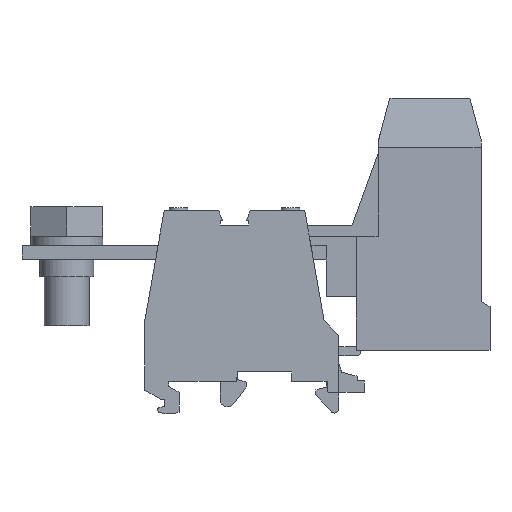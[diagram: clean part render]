
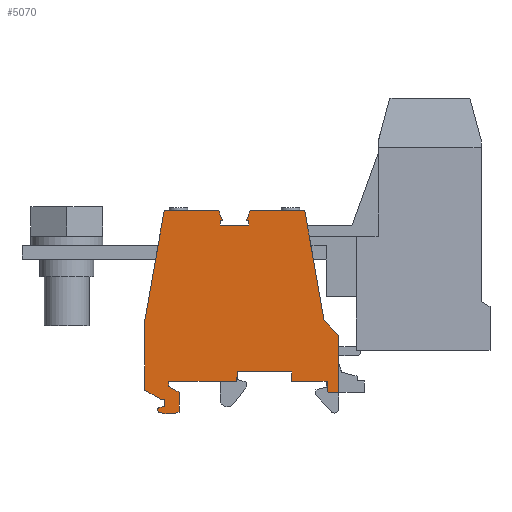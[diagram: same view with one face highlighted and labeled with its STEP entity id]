
A CAD part, left-side view. The second image highlights one B-rep face of the part: STEP entity #5070.
In plain terms, the highlighted face is planar.
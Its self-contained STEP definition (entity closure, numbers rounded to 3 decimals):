
#2580=CARTESIAN_POINT('',(29.7,42.103,
7.2));
#2590=DIRECTION('',(-1.,0.,0.));
#2600=DIRECTION('',(0.,-1.,0.));
#2610=AXIS2_PLACEMENT_3D('',#2580,#2590,#2600);
#2620=PLANE('',#2610);
#2630=CARTESIAN_POINT('',(29.7,80.003,
-379.968));
#2640=DIRECTION('',(0.,0.,-1.));
#2650=VECTOR('',#2640,1.);
#2660=LINE('',#2630,#2650);
#2670=CARTESIAN_POINT('',(29.7,80.003,
17.5));
#2680=VERTEX_POINT('',#2670);
#2690=CARTESIAN_POINT('',(29.7,80.003,
4.7));
#2700=VERTEX_POINT('',#2690);
#2710=EDGE_CURVE('',#2680,#2700,#2660,.T.);
#2720=ORIENTED_EDGE('',*,*,#2710,.F.);
#2730=CARTESIAN_POINT('',(29.7,-112.392,
4.7));
#2740=DIRECTION('',(0.,-1.,0.));
#2750=VECTOR('',#2740,1.);
#2760=LINE('',#2730,#2750);
#2770=CARTESIAN_POINT('',(29.7,77.576,
4.7));
#2780=VERTEX_POINT('',#2770);
#2790=EDGE_CURVE('',#2700,#2780,#2760,.T.);
#2800=ORIENTED_EDGE('',*,*,#2790,.F.);
#2810=CARTESIAN_POINT('',(29.7,111.23,
-379.968));
#2820=DIRECTION('',(0.,-0.087,
0.996));
#2830=VECTOR('',#2820,1.);
#2840=LINE('',#2810,#2830);
#2850=CARTESIAN_POINT('',(29.7,77.353,
7.25));
#2860=VERTEX_POINT('',#2850);
#2870=EDGE_CURVE('',#2780,#2860,#2840,.T.);
#2880=ORIENTED_EDGE('',*,*,#2870,.F.);
#2890=CARTESIAN_POINT('',(29.7,-112.392,
7.25));
#2900=DIRECTION('',(0.,-1.,0.));
#2910=VECTOR('',#2900,1.);
#2920=LINE('',#2890,#2910);
#2930=CARTESIAN_POINT('',(29.7,69.453,
7.25));
#2940=VERTEX_POINT('',#2930);
#2950=EDGE_CURVE('',#2860,#2940,#2920,.T.);
#2960=ORIENTED_EDGE('',*,*,#2950,.F.);
#2970=CARTESIAN_POINT('',(29.7,69.453,
-379.968));
#2980=DIRECTION('',(0.,0.,1.));
#2990=VECTOR('',#2980,1.);
#3000=LINE('',#2970,#2990);
#3010=CARTESIAN_POINT('',(29.7,69.453,
9.35));
#3020=VERTEX_POINT('',#3010);
#3030=EDGE_CURVE('',#2940,#3020,#3000,.T.);
#3040=ORIENTED_EDGE('',*,*,#3030,.F.);
#3050=CARTESIAN_POINT('',(29.7,-112.392,
9.35));
#3060=DIRECTION('',(0.,-1.,0.));
#3070=VECTOR('',#3060,1.);
#3080=LINE('',#3050,#3070);
#3090=CARTESIAN_POINT('',(29.7,57.353,
9.35));
#3100=VERTEX_POINT('',#3090);
#3110=EDGE_CURVE('',#3020,#3100,#3080,.T.);
#3120=ORIENTED_EDGE('',*,*,#3110,.F.);
#3130=CARTESIAN_POINT('',(29.7,23.292,
-379.968));
#3140=DIRECTION('',(0.,-0.087,
-0.996));
#3150=VECTOR('',#3140,1.);
#3160=LINE('',#3130,#3150);
#3170=CARTESIAN_POINT('',(29.7,57.169,
7.25));
#3180=VERTEX_POINT('',#3170);
#3190=EDGE_CURVE('',#3100,#3180,#3160,.T.);
#3200=ORIENTED_EDGE('',*,*,#3190,.F.);
#3210=CARTESIAN_POINT('',(29.7,-112.392,
7.25));
#3220=DIRECTION('',(0.,-1.,0.));
#3230=VECTOR('',#3220,1.);
#3240=LINE('',#3210,#3230);
#3250=CARTESIAN_POINT('',(29.7,42.003,
7.25));
#3260=VERTEX_POINT('',#3250);
#3270=EDGE_CURVE('',#3180,#3260,#3240,.T.);
#3280=ORIENTED_EDGE('',*,*,#3270,.F.);
#3290=CARTESIAN_POINT('',(29.7,42.003,
-379.968));
#3300=DIRECTION('',(0.,0.,-1.));
#3310=VECTOR('',#3300,1.);
#3320=LINE('',#3290,#3310);
#3330=CARTESIAN_POINT('',(29.7,42.003,
6.15));
#3340=VERTEX_POINT('',#3330);
#3350=EDGE_CURVE('',#3260,#3340,#3320,.T.);
#3360=ORIENTED_EDGE('',*,*,#3350,.F.);
#3370=CARTESIAN_POINT('',(29.7,-112.392,
95.29));
#3380=DIRECTION('',(0.,0.866,
-0.5));
#3390=VECTOR('',#3380,1.);
#3400=LINE('',#3370,#3390);
#3410=CARTESIAN_POINT('',(29.7,44.353,
4.793));
#3420=VERTEX_POINT('',#3410);
#3430=EDGE_CURVE('',#3340,#3420,#3400,.T.);
#3440=ORIENTED_EDGE('',*,*,#3430,.F.);
#3450=CARTESIAN_POINT('',(29.7,44.353,
-379.968));
#3460=DIRECTION('',(0.,0.,-1.));
#3470=VECTOR('',#3460,1.);
#3480=LINE('',#3450,#3470);
#3490=CARTESIAN_POINT('',(29.7,44.353,
0.361));
#3500=VERTEX_POINT('',#3490);
#3510=EDGE_CURVE('',#3420,#3500,#3480,.T.);
#3520=ORIENTED_EDGE('',*,*,#3510,.F.);
#3530=CARTESIAN_POINT('',(29.7,42.103,
7.2));
#3540=DIRECTION('',(-1.,0.,0.));
#3550=DIRECTION('',(0.,-1.,0.));
#3560=AXIS2_PLACEMENT_3D('',#3530,#3540,#3550);
#3570=CIRCLE('',#3560,7.2);
#3580=CARTESIAN_POINT('',(29.7,39.871,
0.354));
#3590=VERTEX_POINT('',#3580);
#3600=EDGE_CURVE('',#3500,#3590,#3570,.T.);
#3610=ORIENTED_EDGE('',*,*,#3600,.F.);
#3620=CARTESIAN_POINT('',(29.7,40.186,
0.904));
#3630=DIRECTION('',(-1.,0.,0.));
#3640=DIRECTION('',(0.,-1.,0.));
#3650=AXIS2_PLACEMENT_3D('',#3620,#3630,#3640);
#3660=CIRCLE('',#3650,0.633);
#3670=CARTESIAN_POINT('',(29.7,39.826,
1.425));
#3680=VERTEX_POINT('',#3670);
#3690=EDGE_CURVE('',#3590,#3680,#3660,.T.);
#3700=ORIENTED_EDGE('',*,*,#3690,.F.);
#3710=CARTESIAN_POINT('',(29.7,-112.392,
-25.415));
#3720=DIRECTION('',(0.,0.985,
0.174));
#3730=VECTOR('',#3720,1.);
#3740=LINE('',#3710,#3730);
#3750=CARTESIAN_POINT('',(29.7,41.103,
1.65));
#3760=VERTEX_POINT('',#3750);
#3770=EDGE_CURVE('',#3680,#3760,#3740,.T.);
#3780=ORIENTED_EDGE('',*,*,#3770,.F.);
#3790=CARTESIAN_POINT('',(29.7,41.103,
-379.968));
#3800=DIRECTION('',(0.,0.,1.));
#3810=VECTOR('',#3800,1.);
#3820=LINE('',#3790,#3810);
#3830=CARTESIAN_POINT('',(29.7,41.103,
3.3));
#3840=VERTEX_POINT('',#3830);
#3850=EDGE_CURVE('',#3760,#3840,#3820,.T.);
#3860=ORIENTED_EDGE('',*,*,#3850,.F.);
#3870=CARTESIAN_POINT('',(29.7,-112.392,
3.3));
#3880=DIRECTION('',(0.,-1.,0.));
#3890=VECTOR('',#3880,1.);
#3900=LINE('',#3870,#3890);
#3910=CARTESIAN_POINT('',(29.7,40.153,
3.3));
#3920=VERTEX_POINT('',#3910);
#3930=EDGE_CURVE('',#3840,#3920,#3900,.T.);
#3940=ORIENTED_EDGE('',*,*,#3930,.F.);
#3950=CARTESIAN_POINT('',(29.7,-112.392,
91.372));
#3960=DIRECTION('',(0.,-0.866,0.5));
#3970=VECTOR('',#3960,1.);
#3980=LINE('',#3950,#3970);
#3990=CARTESIAN_POINT('',(29.7,36.703,
5.292));
#4000=VERTEX_POINT('',#3990);
#4010=EDGE_CURVE('',#3920,#4000,#3980,.T.);
#4020=ORIENTED_EDGE('',*,*,#4010,.F.);
#4030=CARTESIAN_POINT('',(29.7,36.703,
-379.968));
#4040=DIRECTION('',(0.,0.,1.));
#4050=VECTOR('',#4040,1.);
#4060=LINE('',#4030,#4050);
#4070=CARTESIAN_POINT('',(29.7,36.703,
20.8));
#4080=VERTEX_POINT('',#4070);
#4090=EDGE_CURVE('',#4000,#4080,#4060,.T.);
#4100=ORIENTED_EDGE('',*,*,#4090,.F.);
#4110=CARTESIAN_POINT('',(29.7,-33.964,
-379.968));
#4120=DIRECTION('',(0.,0.174,
0.985));
#4130=VECTOR('',#4120,1.);
#4140=LINE('',#4110,#4130);
#4150=CARTESIAN_POINT('',(29.7,41.023,
45.3));
#4160=VERTEX_POINT('',#4150);
#4170=EDGE_CURVE('',#4080,#4160,#4140,.T.);
#4180=ORIENTED_EDGE('',*,*,#4170,.F.);
#4190=CARTESIAN_POINT('',(29.7,-112.392,
45.3));
#4200=DIRECTION('',(0.,1.,0.));
#4210=VECTOR('',#4200,1.);
#4220=LINE('',#4190,#4210);
#4230=CARTESIAN_POINT('',(29.7,53.165,
45.3));
#4240=VERTEX_POINT('',#4230);
#4250=EDGE_CURVE('',#4160,#4240,#4220,.T.);
#4260=ORIENTED_EDGE('',*,*,#4250,.F.);
#4270=CARTESIAN_POINT('',(29.7,233.744,
-379.968));
#4280=DIRECTION('',(0.,0.391,-0.92));
#4290=VECTOR('',#4280,1.);
#4300=LINE('',#4270,#4290);
#4310=CARTESIAN_POINT('',(29.7,54.065,
43.18));
#4320=VERTEX_POINT('',#4310);
#4330=EDGE_CURVE('',#4240,#4320,#4300,.T.);
#4340=ORIENTED_EDGE('',*,*,#4330,.F.);
#4350=CARTESIAN_POINT('',(29.7,-112.392,
43.18));
#4360=DIRECTION('',(0.,-1.,0.));
#4370=VECTOR('',#4360,1.);
#4380=LINE('',#4350,#4370);
#4390=CARTESIAN_POINT('',(29.7,53.553,
43.18));
#4400=VERTEX_POINT('',#4390);
#4410=EDGE_CURVE('',#4320,#4400,#4380,.T.);
#4420=ORIENTED_EDGE('',*,*,#4410,.F.);
#4430=CARTESIAN_POINT('',(29.7,53.553,
-379.968));
#4440=DIRECTION('',(0.,0.,-1.));
#4450=VECTOR('',#4440,1.);
#4460=LINE('',#4430,#4450);
#4470=CARTESIAN_POINT('',(29.7,53.553,
42.1));
#4480=VERTEX_POINT('',#4470);
#4490=EDGE_CURVE('',#4400,#4480,#4460,.T.);
#4500=ORIENTED_EDGE('',*,*,#4490,.F.);
#4510=CARTESIAN_POINT('',(29.7,-112.392,
42.1));
#4520=DIRECTION('',(0.,1.,0.));
#4530=VECTOR('',#4520,1.);
#4540=LINE('',#4510,#4530);
#4550=CARTESIAN_POINT('',(29.7,59.853,
42.1));
#4560=VERTEX_POINT('',#4550);
#4570=EDGE_CURVE('',#4480,#4560,#4540,.T.);
#4580=ORIENTED_EDGE('',*,*,#4570,.F.);
#4590=CARTESIAN_POINT('',(29.7,59.853,
-379.968));
#4600=DIRECTION('',(0.,0.,1.));
#4610=VECTOR('',#4600,1.);
#4620=LINE('',#4590,#4610);
#4630=CARTESIAN_POINT('',(29.7,59.853,
43.18));
#4640=VERTEX_POINT('',#4630);
#4650=EDGE_CURVE('',#4560,#4640,#4620,.T.);
#4660=ORIENTED_EDGE('',*,*,#4650,.F.);
#4670=CARTESIAN_POINT('',(29.7,-112.392,
43.18));
#4680=DIRECTION('',(0.,-1.,0.));
#4690=VECTOR('',#4680,1.);
#4700=LINE('',#4670,#4690);
#4710=CARTESIAN_POINT('',(29.7,59.341,
43.18));
#4720=VERTEX_POINT('',#4710);
#4730=EDGE_CURVE('',#4640,#4720,#4700,.T.);
#4740=ORIENTED_EDGE('',*,*,#4730,.F.);
#4750=CARTESIAN_POINT('',(29.7,-120.339,
-379.968));
#4760=DIRECTION('',(0.,0.391,
0.92));
#4770=VECTOR('',#4760,1.);
#4780=LINE('',#4750,#4770);
#4790=CARTESIAN_POINT('',(29.7,60.241,
45.3));
#4800=VERTEX_POINT('',#4790);
#4810=EDGE_CURVE('',#4720,#4800,#4780,.T.);
#4820=ORIENTED_EDGE('',*,*,#4810,.F.);
#4830=CARTESIAN_POINT('',(29.7,-112.392,
45.3));
#4840=DIRECTION('',(0.,1.,0.));
#4850=VECTOR('',#4840,1.);
#4860=LINE('',#4830,#4850);
#4870=CARTESIAN_POINT('',(29.7,72.383,
45.3));
#4880=VERTEX_POINT('',#4870);
#4890=EDGE_CURVE('',#4800,#4880,#4860,.T.);
#4900=ORIENTED_EDGE('',*,*,#4890,.F.);
#4910=CARTESIAN_POINT('',(29.7,74.278,
34.55));
#4920=DIRECTION('',(0.,-0.174,
0.985));
#4930=VECTOR('',#4920,1.);
#4940=LINE('',#4910,#4930);
#4950=CARTESIAN_POINT('',(29.7,76.703,
20.8));
#4960=VERTEX_POINT('',#4950);
#4970=EDGE_CURVE('',#4960,#4880,#4940,.T.);
#4980=ORIENTED_EDGE('',*,*,#4970,.T.);
#4990=CARTESIAN_POINT('',(29.7,62.953,
34.55));
#5000=DIRECTION('',(0.,-0.707,
0.707));
#5010=VECTOR('',#5000,1.);
#5020=LINE('',#4990,#5010);
#5030=EDGE_CURVE('',#2680,#4960,#5020,.T.);
#5040=ORIENTED_EDGE('',*,*,#5030,.T.);
#5050=EDGE_LOOP('',(#5040,#4980,#4900,#4820,#4740,#4660,#4580,#4500,
#4420,#4340,#4260,#4180,#4100,#4020,#3940,#3860,#3780,#3700,#3610,#3520,
#3440,#3360,#3280,#3200,#3120,#3040,#2960,#2880,#2800,#2720));
#5060=FACE_OUTER_BOUND('',#5050,.T.);
#5070=ADVANCED_FACE('',(#5060),#2620,.F.);
